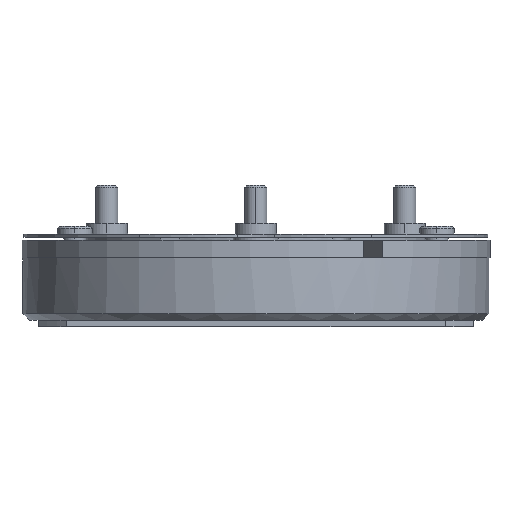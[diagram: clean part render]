
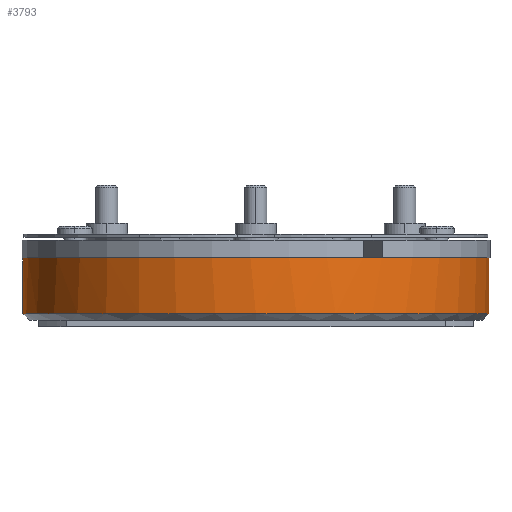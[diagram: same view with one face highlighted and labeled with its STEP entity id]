
A CAD part, front view. The second image highlights one B-rep face of the part: STEP entity #3793.
In plain terms, the highlighted cylindrical face has radius 107 mm (diameter 214 mm), a partial arc.
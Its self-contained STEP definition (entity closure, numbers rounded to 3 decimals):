
#69 = CIRCLE ( 'NONE', #104, 107. ) ;
#104 = AXIS2_PLACEMENT_3D ( 'NONE', #105, #146, #134 ) ;
#105 = CARTESIAN_POINT ( 'NONE',  ( 0., 0., -9.4 ) ) ;
#134 = DIRECTION ( 'NONE',  ( -1., 0., 0. ) ) ;
#146 = DIRECTION ( 'NONE',  ( 0., 0., -1. ) ) ;
#176 = CARTESIAN_POINT ( 'NONE',  ( 57.772, -90.063, -9.4 ) ) ;
#188 = CIRCLE ( 'NONE', #199, 107. ) ;
#189 = CARTESIAN_POINT ( 'NONE',  ( 49.111, -95.063, -9.4 ) ) ;
#196 = DIRECTION ( 'NONE',  ( -1., 0., 0. ) ) ;
#197 = DIRECTION ( 'NONE',  ( 0., 0., 1. ) ) ;
#198 = CARTESIAN_POINT ( 'NONE',  ( 0., 0., -35. ) ) ;
#199 = AXIS2_PLACEMENT_3D ( 'NONE', #198, #197, #196 ) ;
#287 = CIRCLE ( 'NONE', #296, 107. ) ;
#296 = AXIS2_PLACEMENT_3D ( 'NONE', #303, #308, #318 ) ;
#303 = CARTESIAN_POINT ( 'NONE',  ( 0., 0., -9.4 ) ) ;
#308 = DIRECTION ( 'NONE',  ( 0., 0., -1. ) ) ;
#318 = DIRECTION ( 'NONE',  ( -1., 0., 0. ) ) ;
#412 = CARTESIAN_POINT ( 'NONE',  ( -106.883, -5., -9.4 ) ) ;
#850 = AXIS2_PLACEMENT_3D ( 'NONE', #856, #893, #861 ) ;
#856 = CARTESIAN_POINT ( 'NONE',  ( 0., 0., -9.4 ) ) ;
#861 = DIRECTION ( 'NONE',  ( -1., 0., 0. ) ) ;
#878 = AXIS2_PLACEMENT_3D ( 'NONE', #888, #887, #886 ) ;
#879 = CIRCLE ( 'NONE', #878, 107. ) ;
#882 = CIRCLE ( 'NONE', #850, 107. ) ;
#886 = DIRECTION ( 'NONE',  ( -1., 0., 0. ) ) ;
#887 = DIRECTION ( 'NONE',  ( 0., 0., -1. ) ) ;
#888 = CARTESIAN_POINT ( 'NONE',  ( 0., 0., -9.4 ) ) ;
#893 = DIRECTION ( 'NONE',  ( 0., 0., -1. ) ) ;
#1124 = DIRECTION ( 'NONE',  ( -1., 0., 0. ) ) ;
#1125 = DIRECTION ( 'NONE',  ( 0., 0., -1. ) ) ;
#1126 = CARTESIAN_POINT ( 'NONE',  ( 0., 0., -44.25 ) ) ;
#1133 = FACE_OUTER_BOUND ( 'NONE', #3729, .T. ) ;
#1134 = AXIS2_PLACEMENT_3D ( 'NONE', #1126, #1125, #1124 ) ;
#1135 = CYLINDRICAL_SURFACE ( 'NONE', #1134, 107. ) ;
#2237 = EDGE_CURVE ( 'NONE', #2314, #2250, #4535, .T. ) ;
#2238 = EDGE_CURVE ( 'NONE', #2252, #2239, #4501, .T. ) ;
#2239 = VERTEX_POINT ( 'NONE', #4506 ) ;
#2250 = VERTEX_POINT ( 'NONE', #4515 ) ;
#2252 = VERTEX_POINT ( 'NONE', #4519 ) ;
#2314 = VERTEX_POINT ( 'NONE', #4436 ) ;
#3483 = VERTEX_POINT ( 'NONE', #176 ) ;
#3484 = VERTEX_POINT ( 'NONE', #189 ) ;
#3485 = EDGE_CURVE ( 'NONE', #2250, #2239, #188, .T. ) ;
#3489 = EDGE_CURVE ( 'NONE', #3483, #3484, #69, .T. ) ;
#3529 = EDGE_CURVE ( 'NONE', #3579, #2314, #287, .T. ) ;
#3579 = VERTEX_POINT ( 'NONE', #412 ) ;
#3708 = EDGE_CURVE ( 'NONE', #2252, #3483, #882, .T. ) ;
#3709 = ORIENTED_EDGE ( 'NONE', *, *, #3529, .T. ) ;
#3710 = ORIENTED_EDGE ( 'NONE', *, *, #2237, .T. ) ;
#3717 = EDGE_CURVE ( 'NONE', #3484, #3579, #879, .T. ) ;
#3718 = ORIENTED_EDGE ( 'NONE', *, *, #2238, .F. ) ;
#3719 = ORIENTED_EDGE ( 'NONE', *, *, #3489, .T. ) ;
#3729 = EDGE_LOOP ( 'NONE', ( #3718, #3769, #3719, #3805, #3709, #3710, #3844 ) ) ;
#3769 = ORIENTED_EDGE ( 'NONE', *, *, #3708, .T. ) ;
#3793 = ADVANCED_FACE ( 'NONE', ( #1133 ), #1135, .T. ) ;
#3805 = ORIENTED_EDGE ( 'NONE', *, *, #3717, .T. ) ;
#3844 = ORIENTED_EDGE ( 'NONE', *, *, #3485, .T. ) ;
#4436 = CARTESIAN_POINT ( 'NONE',  ( -107., 0., -9.4 ) ) ;
#4497 = VECTOR ( 'NONE', #4557, 1000. ) ;
#4499 = DIRECTION ( 'NONE',  ( 0., 0., -1. ) ) ;
#4500 = CARTESIAN_POINT ( 'NONE',  ( 107., 0., -44.25 ) ) ;
#4501 = LINE ( 'NONE', #4500, #4507 ) ;
#4506 = CARTESIAN_POINT ( 'NONE',  ( 107., 0., -35. ) ) ;
#4507 = VECTOR ( 'NONE', #4499, 1000. ) ;
#4515 = CARTESIAN_POINT ( 'NONE',  ( -107., 0., -35. ) ) ;
#4519 = CARTESIAN_POINT ( 'NONE',  ( 107., 0., -9.4 ) ) ;
#4535 = LINE ( 'NONE', #4558, #4497 ) ;
#4557 = DIRECTION ( 'NONE',  ( 0., 0., -1. ) ) ;
#4558 = CARTESIAN_POINT ( 'NONE',  ( -107., 0., -44.25 ) ) ;
